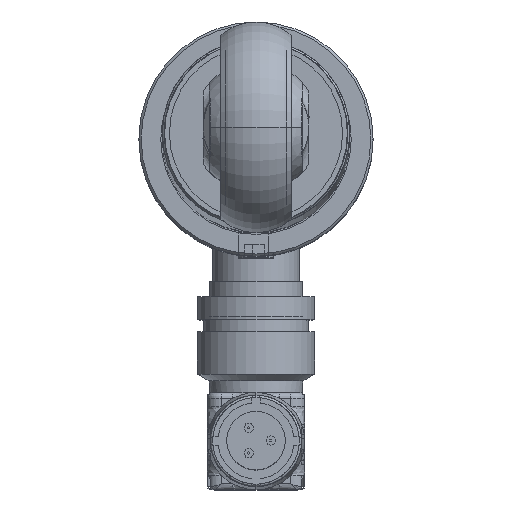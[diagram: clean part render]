
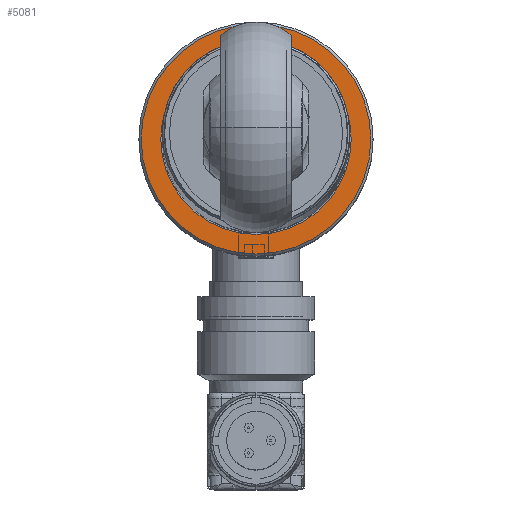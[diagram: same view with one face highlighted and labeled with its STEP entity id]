
A CAD part, top view. The second image highlights one B-rep face of the part: STEP entity #5081.
In plain terms, the highlighted planar face has unit normal (0, 0, 1).
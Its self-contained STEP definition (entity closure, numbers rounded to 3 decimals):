
#19 = DIRECTION ( 'NONE',  ( -1., 0., 0. ) ) ;
#22 = DIRECTION ( 'NONE',  ( 0., 0., 1. ) ) ;
#24 = CARTESIAN_POINT ( 'NONE',  ( 0., 0., -292.2 ) ) ;
#65 = CIRCLE ( 'NONE', #136, 8.125 ) ;
#132 = DIRECTION ( 'NONE',  ( -1., 0., 0. ) ) ;
#134 = DIRECTION ( 'NONE',  ( 0., 0., 1. ) ) ;
#135 = CARTESIAN_POINT ( 'NONE',  ( 0., 0., -292.2 ) ) ;
#136 = AXIS2_PLACEMENT_3D ( 'NONE', #135, #134, #132 ) ;
#393 = CIRCLE ( 'NONE', #484, 9.8 ) ;
#479 = DIRECTION ( 'NONE',  ( -1., 0., 0. ) ) ;
#481 = DIRECTION ( 'NONE',  ( 0., 0., 1. ) ) ;
#483 = CARTESIAN_POINT ( 'NONE',  ( 0., 0., -292.2 ) ) ;
#484 = AXIS2_PLACEMENT_3D ( 'NONE', #483, #481, #479 ) ;
#5075 = EDGE_LOOP ( 'NONE', ( #5143, #5108 ) ) ;
#5081 = ADVANCED_FACE ( 'NONE', ( #18774, #18770 ), #18762, .T. ) ;
#5095 = ORIENTED_EDGE ( 'NONE', *, *, #5099, .F. ) ;
#5099 = EDGE_CURVE ( 'NONE', #8808, #8776, #65, .T. ) ;
#5108 = ORIENTED_EDGE ( 'NONE', *, *, #8799, .T. ) ;
#5132 = ORIENTED_EDGE ( 'NONE', *, *, #8804, .F. ) ;
#5136 = EDGE_LOOP ( 'NONE', ( #5095, #5132 ) ) ;
#5143 = ORIENTED_EDGE ( 'NONE', *, *, #10284, .T. ) ;
#8776 = VERTEX_POINT ( 'NONE', #17166 ) ;
#8796 = VERTEX_POINT ( 'NONE', #17176 ) ;
#8799 = EDGE_CURVE ( 'NONE', #8796, #8805, #17254, .T. ) ;
#8804 = EDGE_CURVE ( 'NONE', #8776, #8808, #17248, .T. ) ;
#8805 = VERTEX_POINT ( 'NONE', #17246 ) ;
#8808 = VERTEX_POINT ( 'NONE', #17252 ) ;
#10284 = EDGE_CURVE ( 'NONE', #8805, #8796, #393, .T. ) ;
#17166 = CARTESIAN_POINT ( 'NONE',  ( 8.125, 0., -292.2 ) ) ;
#17176 = CARTESIAN_POINT ( 'NONE',  ( -9.8, 0., -292.2 ) ) ;
#17221 = AXIS2_PLACEMENT_3D ( 'NONE', #17251, #17250, #17249 ) ;
#17241 = DIRECTION ( 'NONE',  ( -1., 0., 0. ) ) ;
#17242 = DIRECTION ( 'NONE',  ( 0., 0., 1. ) ) ;
#17243 = CARTESIAN_POINT ( 'NONE',  ( 0., 0., -292.2 ) ) ;
#17244 = AXIS2_PLACEMENT_3D ( 'NONE', #17243, #17242, #17241 ) ;
#17246 = CARTESIAN_POINT ( 'NONE',  ( 9.8, 0., -292.2 ) ) ;
#17248 = CIRCLE ( 'NONE', #17244, 8.125 ) ;
#17249 = DIRECTION ( 'NONE',  ( -1., 0., 0. ) ) ;
#17250 = DIRECTION ( 'NONE',  ( 0., 0., 1. ) ) ;
#17251 = CARTESIAN_POINT ( 'NONE',  ( 0., 0., -292.2 ) ) ;
#17252 = CARTESIAN_POINT ( 'NONE',  ( -8.125, 0., -292.2 ) ) ;
#17254 = CIRCLE ( 'NONE', #17221, 9.8 ) ;
#18762 = PLANE ( 'NONE',  #18796 ) ;
#18770 = FACE_BOUND ( 'NONE', #5136, .T. ) ;
#18774 = FACE_OUTER_BOUND ( 'NONE', #5075, .T. ) ;
#18796 = AXIS2_PLACEMENT_3D ( 'NONE', #24, #22, #19 ) ;
